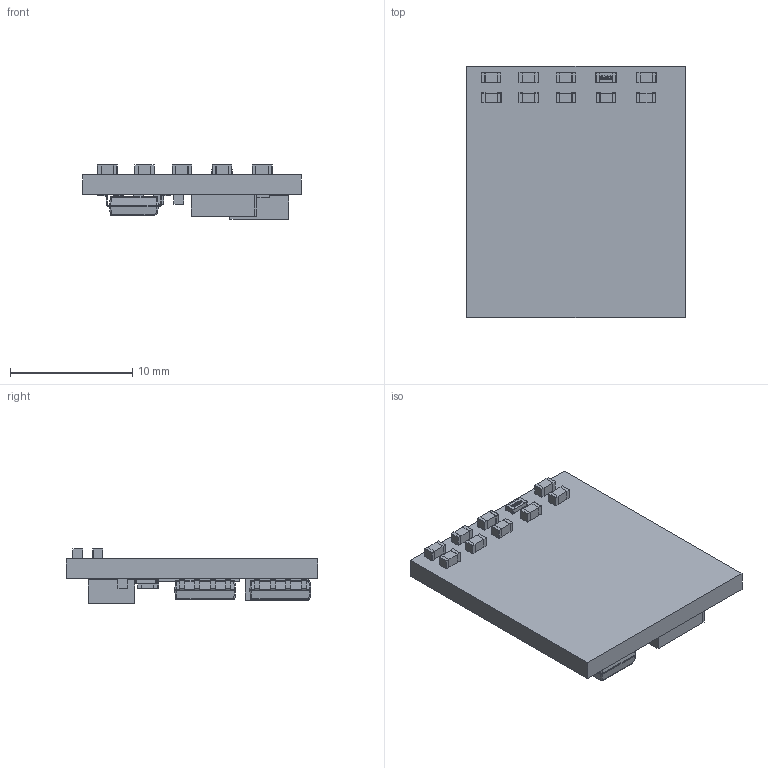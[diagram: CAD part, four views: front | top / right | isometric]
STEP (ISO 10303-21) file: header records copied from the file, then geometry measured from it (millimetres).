
FILE_DESCRIPTION(('Open CASCADE Model'),'2;1');
FILE_NAME('Open CASCADE Shape Model','2019-10-10T23:13:17',('Author'),( 'Open CASCADE'),'Open CASCADE STEP processor 6.8','Open CASCADE 6.8' ,'Unknown');
FILE_SCHEMA(('AUTOMOTIVE_DESIGN { 1 0 10303 214 1 1 1 1 }'));
Products named in the file (1): PCB
Bounding box: 17.91 x 20.57 x 4.46 mm (x, y, z)
Volume: 743.9 mm3; surface area: 1345.9 mm2
Topology: 26 solids, 224 shells, 1435 faces, 3539 edges, 2112 vertices
Faces by surface type: plane 621, cylinder 472, sphere 244, bspline 98
Full cylindrical faces by diameter (mm): 0.5 x2
Entity records: 48942 total; most frequent: CARTESIAN_POINT 16181, DIRECTION 6461, ORIENTED_EDGE 5672, EDGE_CURVE 3295, AXIS2_PLACEMENT_3D 2220, VERTEX_POINT 2112, LINE 2021, VECTOR 2021
